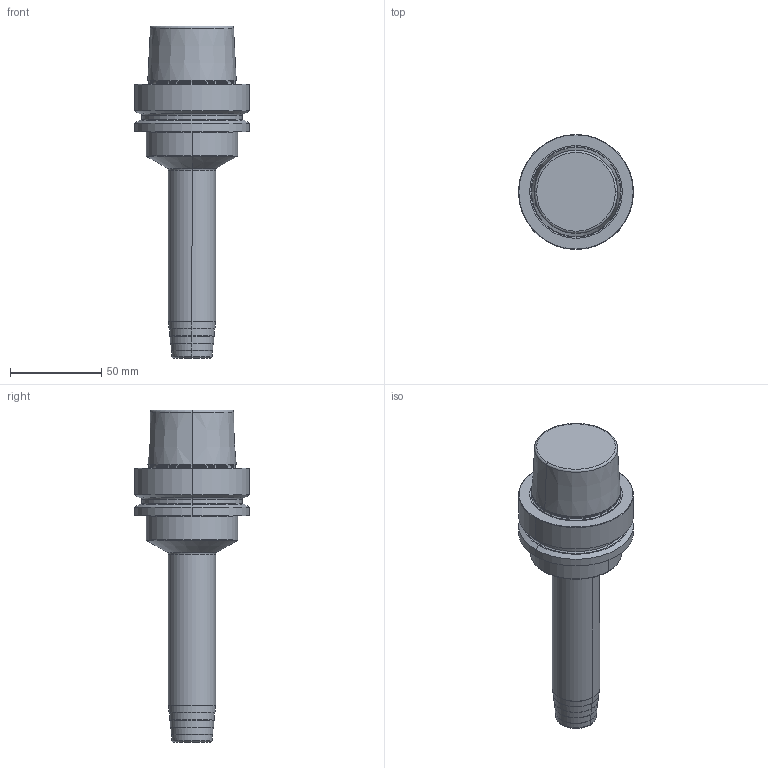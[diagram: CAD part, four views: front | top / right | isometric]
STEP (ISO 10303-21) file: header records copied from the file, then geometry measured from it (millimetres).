
FILE_DESCRIPTION((''),'2;1');
FILE_NAME('30526683','2016-03-29T',('BahnemannR'),(''),'PRO/ENGINEER BY PARAMETRIC TECHNOLOGY CORPORATION, 2011220','PRO/ENGINEER BY PARAMETRIC TECHNOLOGY CORPORATION, 2011220','');
FILE_SCHEMA(('AUTOMOTIVE_DESIGN_CC2 { 1 2 10303 214 -1 1 5 2 }'));
Length unit declared in the file: millimetre
Products named in the file (1): 30526683
Bounding box: 63 x 63 x 181.9 mm (x, y, z)
Volume: 219661.3 mm3; surface area: 27827.7 mm2
Topology: 1 solids, 1 shells, 80 faces, 594 edges, 677 vertices
Faces by surface type: torus 30, cone 24, cylinder 14, plane 12
Entity records: 7184 total; most frequent: CARTESIAN_POINT 1685, DIRECTION 761, PRESENTATION_STYLE_ASSIGNMENT 656, STYLED_ITEM 656, CURVE_STYLE 626, ORIENTED_EDGE 316, COMPOSITE_CURVE_SEGMENT 296, TRIMMED_CURVE 262
